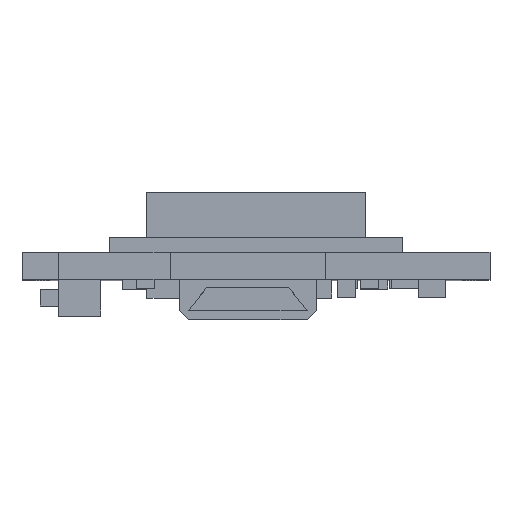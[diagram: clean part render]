
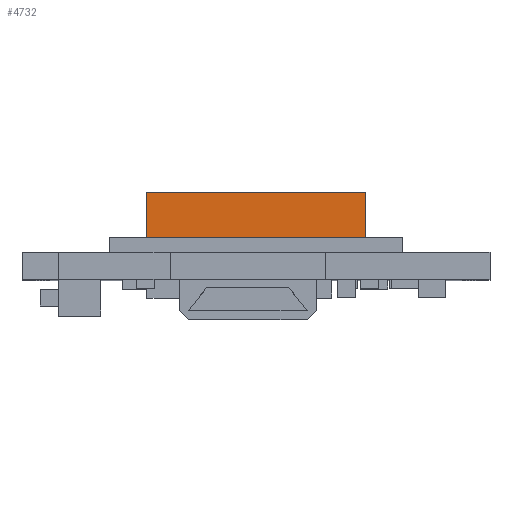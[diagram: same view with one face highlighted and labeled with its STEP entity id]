
A CAD part, top view. The second image highlights one B-rep face of the part: STEP entity #4732.
In plain terms, the highlighted planar face has unit normal (0, 0, 1).
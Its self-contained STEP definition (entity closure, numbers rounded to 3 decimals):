
#4669=CARTESIAN_POINT('',(-18.8,2.3,-11.9));
#4670=VERTEX_POINT('',#4669);
#4677=CARTESIAN_POINT('',(-18.8,4.8,-11.9));
#4678=VERTEX_POINT('',#4677);
#4679=CARTESIAN_POINT('',(-18.8,4.8,-11.9));
#4680=DIRECTION('',(0.0,-1.0,0.0));
#4681=VECTOR('',#4680,2.5);
#4682=LINE('',#4679,#4681);
#4683=EDGE_CURVE('',#4678,#4670,#4682,.T.);
#4702=CARTESIAN_POINT('',(-18.8,4.8,-11.9));
#4703=DIRECTION('',(0.0,0.0,-1.0));
#4704=DIRECTION('',(-1.0,0.0,0.0));
#4705=AXIS2_PLACEMENT_3D('',#4702,#4703,#4704);
#4706=PLANE('',#4705);
#4707=CARTESIAN_POINT('',(-6.8,2.3,-11.9));
#4708=VERTEX_POINT('',#4707);
#4709=CARTESIAN_POINT('',(-18.8,2.3,-11.9));
#4710=DIRECTION('',(1.0,0.0,-0.0));
#4711=VECTOR('',#4710,12.0);
#4712=LINE('',#4709,#4711);
#4713=EDGE_CURVE('',#4670,#4708,#4712,.T.);
#4714=ORIENTED_EDGE('',*,*,#4713,.T.);
#4715=CARTESIAN_POINT('',(-6.8,4.8,-11.9));
#4716=VERTEX_POINT('',#4715);
#4717=CARTESIAN_POINT('',(-6.8,4.8,-11.9));
#4718=DIRECTION('',(0.0,-1.0,0.0));
#4719=VECTOR('',#4718,2.5);
#4720=LINE('',#4717,#4719);
#4721=EDGE_CURVE('',#4716,#4708,#4720,.T.);
#4722=ORIENTED_EDGE('',*,*,#4721,.F.);
#4723=CARTESIAN_POINT('',(-18.8,4.8,-11.9));
#4724=DIRECTION('',(1.0,0.0,-0.0));
#4725=VECTOR('',#4724,12.0);
#4726=LINE('',#4723,#4725);
#4727=EDGE_CURVE('',#4678,#4716,#4726,.T.);
#4728=ORIENTED_EDGE('',*,*,#4727,.F.);
#4729=ORIENTED_EDGE('',*,*,#4683,.T.);
#4730=EDGE_LOOP('',(#4714,#4722,#4728,#4729));
#4731=FACE_BOUND('',#4730,.T.);
#4732=ADVANCED_FACE('',(#4731),#4706,.F.);
